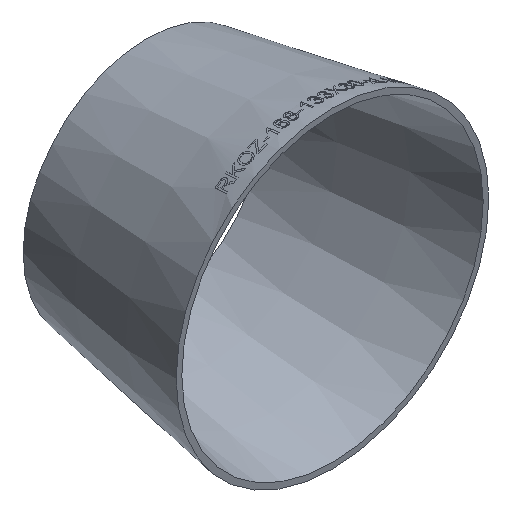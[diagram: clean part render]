
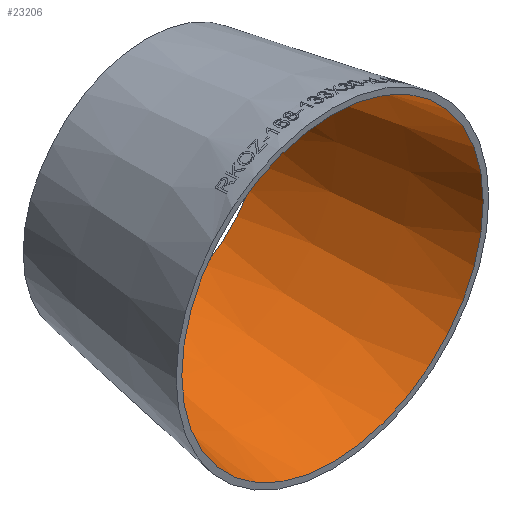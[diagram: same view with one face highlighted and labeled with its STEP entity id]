
A CAD part, isometric view. The second image highlights one B-rep face of the part: STEP entity #23206.
In plain terms, the highlighted conical face has half-angle 10.01 degrees and reference radius 81.104 mm.
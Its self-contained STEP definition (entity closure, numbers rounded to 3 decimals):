
#125 = CIRCLE ( 'NONE', #28785, 81.104 ) ;
#3965 = DIRECTION ( 'NONE',  ( 0., 0., -1. ) ) ;
#4317 = DIRECTION ( 'NONE',  ( 0., 0., -1. ) ) ;
#4911 = VERTEX_POINT ( 'NONE', #10490 ) ;
#4961 = CARTESIAN_POINT ( 'NONE',  ( 0., 0., 0. ) ) ;
#5049 = EDGE_LOOP ( 'NONE', ( #38148 ) ) ;
#7092 = EDGE_CURVE ( 'NONE', #29903, #29903, #125, .T. ) ;
#10241 = AXIS2_PLACEMENT_3D ( 'NONE', #22994, #23209, #3965 ) ;
#10490 = CARTESIAN_POINT ( 'NONE',  ( 0., 100., -63.454 ) ) ;
#14524 = CARTESIAN_POINT ( 'NONE',  ( 0., 0., -81.104 ) ) ;
#19793 = CIRCLE ( 'NONE', #10241, 63.454 ) ;
#20865 = CARTESIAN_POINT ( 'NONE',  ( 0., 0., 0. ) ) ;
#22994 = CARTESIAN_POINT ( 'NONE',  ( 0., 100., 0. ) ) ;
#23206 = ADVANCED_FACE ( 'NONE', ( #27603, #33591 ), #29743, .F. ) ;
#23209 = DIRECTION ( 'NONE',  ( 0., -1., 0. ) ) ;
#24609 = DIRECTION ( 'NONE',  ( 0., -1., 0. ) ) ;
#27603 = FACE_BOUND ( 'NONE', #5049, .T. ) ;
#27896 = DIRECTION ( 'NONE',  ( 0., -1., 0. ) ) ;
#28785 = AXIS2_PLACEMENT_3D ( 'NONE', #20865, #27896, #37505 ) ;
#29743 = CONICAL_SURFACE ( 'NONE', #39975, 81.104, 0.175 ) ;
#29903 = VERTEX_POINT ( 'NONE', #14524 ) ;
#30664 = EDGE_CURVE ( 'NONE', #4911, #4911, #19793, .T. ) ;
#33544 = ORIENTED_EDGE ( 'NONE', *, *, #7092, .T. ) ;
#33591 = FACE_OUTER_BOUND ( 'NONE', #37930, .T. ) ;
#37505 = DIRECTION ( 'NONE',  ( 0., 0., -1. ) ) ;
#37930 = EDGE_LOOP ( 'NONE', ( #33544 ) ) ;
#38148 = ORIENTED_EDGE ( 'NONE', *, *, #30664, .F. ) ;
#39975 = AXIS2_PLACEMENT_3D ( 'NONE', #4961, #24609, #4317 ) ;
